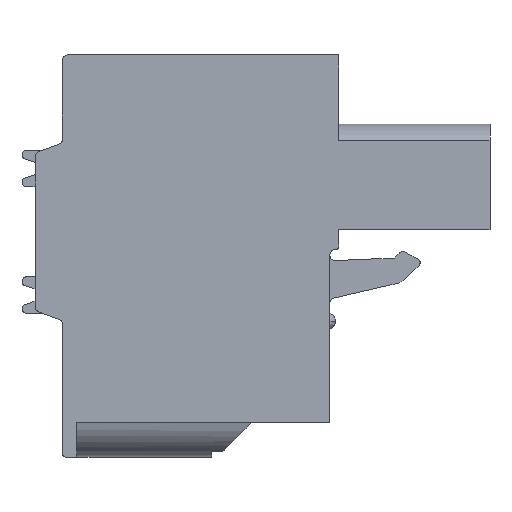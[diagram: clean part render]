
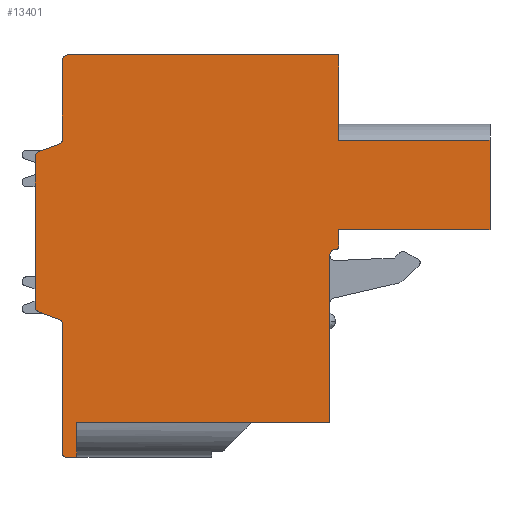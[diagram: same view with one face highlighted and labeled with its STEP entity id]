
A CAD part, front view. The second image highlights one B-rep face of the part: STEP entity #13401.
In plain terms, the highlighted planar face has unit normal (0, -1, 0).
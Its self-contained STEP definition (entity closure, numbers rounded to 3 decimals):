
#1207=DIRECTION('',(0.,0.,1.));
#1208=VECTOR('',#1207,4.7);
#1209=CARTESIAN_POINT('',(4.181,-50.7,6.775));
#1210=LINE('',#1209,#1208);
#1300=DIRECTION('',(-1.,0.,0.));
#1301=VECTOR('',#1300,8.3);
#1302=CARTESIAN_POINT('',(12.481,-50.7,6.775));
#1303=LINE('',#1302,#1301);
#1304=DIRECTION('',(0.,0.,-1.));
#1305=VECTOR('',#1304,4.9);
#1306=CARTESIAN_POINT('',(12.481,-50.7,6.775));
#1307=LINE('',#1306,#1305);
#1308=DIRECTION('',(-1.,0.,0.));
#1309=VECTOR('',#1308,8.3);
#1310=CARTESIAN_POINT('',(12.481,-50.7,1.875));
#1311=LINE('',#1310,#1309);
#1312=DIRECTION('',(0.,0.,-1.));
#1313=VECTOR('',#1312,0.901);
#1314=CARTESIAN_POINT('',(4.181,-50.7,1.875));
#1315=LINE('',#1314,#1313);
#1316=CARTESIAN_POINT('',(3.981,-50.7,0.974));
#1317=DIRECTION('',(0.,1.,0.));
#1318=DIRECTION('',(1.,0.,0.));
#1319=AXIS2_PLACEMENT_3D('',#1316,#1317,#1318);
#1321=CARTESIAN_POINT('',(3.981,-50.7,0.474));
#1322=DIRECTION('',(0.,-1.,0.));
#1323=DIRECTION('',(0.,0.,1.));
#1324=AXIS2_PLACEMENT_3D('',#1321,#1322,#1323);
#1326=DIRECTION('',(-1.,0.,0.));
#1327=VECTOR('',#1326,13.9);
#1328=CARTESIAN_POINT('',(3.681,-50.7,-8.725));
#1329=LINE('',#1328,#1327);
#1330=DIRECTION('',(0.,0.,-1.));
#1331=VECTOR('',#1330,1.9);
#1332=CARTESIAN_POINT('',(-10.219,-50.7,-8.725));
#1333=LINE('',#1332,#1331);
#1334=DIRECTION('',(-1.,0.,0.));
#1335=VECTOR('',#1334,0.6);
#1336=CARTESIAN_POINT('',(-10.219,-50.7,-10.625));
#1337=LINE('',#1336,#1335);
#1338=CARTESIAN_POINT('',(-10.819,-50.7,-10.425));
#1339=DIRECTION('',(0.,1.,0.));
#1340=DIRECTION('',(0.,0.,-1.));
#1341=AXIS2_PLACEMENT_3D('',#1338,#1339,#1340);
#1343=DIRECTION('',(0.,0.,1.));
#1344=VECTOR('',#1343,7.095);
#1345=CARTESIAN_POINT('',(-11.019,-50.7,-10.425));
#1346=LINE('',#1345,#1344);
#1347=CARTESIAN_POINT('',(-11.319,-50.7,-3.33));
#1348=DIRECTION('',(0.,-1.,0.));
#1349=DIRECTION('',(1.,0.,0.));
#1350=AXIS2_PLACEMENT_3D('',#1347,#1348,#1349);
#1352=DIRECTION('',(-0.94,0.,0.342));
#1353=VECTOR('',#1352,1.176);
#1354=CARTESIAN_POINT('',(-11.216,-50.7,-3.048));
#1355=LINE('',#1354,#1353);
#1356=CARTESIAN_POINT('',(-12.219,-50.7,-2.364));
#1357=DIRECTION('',(0.,1.,0.));
#1358=DIRECTION('',(-0.342,0.,-0.94));
#1359=AXIS2_PLACEMENT_3D('',#1356,#1357,#1358);
#1361=DIRECTION('',(0.,0.,1.));
#1362=VECTOR('',#1361,8.238);
#1363=CARTESIAN_POINT('',(-12.519,-50.7,-2.364));
#1364=LINE('',#1363,#1362);
#1365=CARTESIAN_POINT('',(-12.219,-50.7,5.874));
#1366=DIRECTION('',(0.,1.,0.));
#1367=DIRECTION('',(-1.,0.,0.));
#1368=AXIS2_PLACEMENT_3D('',#1365,#1366,#1367);
#1370=DIRECTION('',(0.94,0.,0.342));
#1371=VECTOR('',#1370,1.176);
#1372=CARTESIAN_POINT('',(-12.321,-50.7,6.156));
#1373=LINE('',#1372,#1371);
#1374=CARTESIAN_POINT('',(-11.319,-50.7,6.84));
#1375=DIRECTION('',(0.,-1.,0.));
#1376=DIRECTION('',(0.342,0.,-0.94));
#1377=AXIS2_PLACEMENT_3D('',#1374,#1375,#1376);
#1379=DIRECTION('',(0.,0.,1.));
#1380=VECTOR('',#1379,4.335);
#1381=CARTESIAN_POINT('',(-11.019,-50.7,6.84));
#1382=LINE('',#1381,#1380);
#1383=CARTESIAN_POINT('',(-10.719,-50.7,11.175));
#1384=DIRECTION('',(0.,1.,0.));
#1385=DIRECTION('',(-1.,0.,0.));
#1386=AXIS2_PLACEMENT_3D('',#1383,#1384,#1385);
#1388=DIRECTION('',(1.,0.,0.));
#1389=VECTOR('',#1388,14.9);
#1390=CARTESIAN_POINT('',(-10.719,-50.7,11.475));
#1391=LINE('',#1390,#1389);
#1980=DIRECTION('',(0.,0.,1.));
#1981=VECTOR('',#1980,9.199);
#1982=CARTESIAN_POINT('',(3.681,-50.7,-8.725));
#1983=LINE('',#1982,#1981);
#9521=CARTESIAN_POINT('',(-12.519,-50.7,-2.364));
#9522=CARTESIAN_POINT('',(-12.519,-50.7,5.874));
#9523=VERTEX_POINT('',#9521);
#9524=VERTEX_POINT('',#9522);
#9525=CARTESIAN_POINT('',(-12.321,-50.7,6.156));
#9526=VERTEX_POINT('',#9525);
#9527=CARTESIAN_POINT('',(-11.216,-50.7,6.558));
#9528=VERTEX_POINT('',#9527);
#9529=CARTESIAN_POINT('',(-11.019,-50.7,6.84));
#9530=VERTEX_POINT('',#9529);
#9531=CARTESIAN_POINT('',(-11.019,-50.7,11.175));
#9532=VERTEX_POINT('',#9531);
#9533=CARTESIAN_POINT('',(-10.719,-50.7,11.475));
#9534=VERTEX_POINT('',#9533);
#9535=CARTESIAN_POINT('',(4.181,-50.7,11.475));
#9536=VERTEX_POINT('',#9535);
#9537=CARTESIAN_POINT('',(3.681,-50.7,-8.725));
#9538=CARTESIAN_POINT('',(-10.219,-50.7,-8.725));
#9539=VERTEX_POINT('',#9537);
#9540=VERTEX_POINT('',#9538);
#9541=CARTESIAN_POINT('',(-10.219,-50.7,-10.625));
#9542=VERTEX_POINT('',#9541);
#9543=CARTESIAN_POINT('',(-10.819,-50.7,-10.625));
#9544=VERTEX_POINT('',#9543);
#9545=CARTESIAN_POINT('',(-11.019,-50.7,-10.425));
#9546=VERTEX_POINT('',#9545);
#9547=CARTESIAN_POINT('',(-11.019,-50.7,-3.33));
#9548=VERTEX_POINT('',#9547);
#9549=CARTESIAN_POINT('',(-11.216,-50.7,-3.048));
#9550=VERTEX_POINT('',#9549);
#9551=CARTESIAN_POINT('',(-12.321,-50.7,-2.646));
#9552=VERTEX_POINT('',#9551);
#9563=CARTESIAN_POINT('',(4.181,-50.7,0.974));
#9564=CARTESIAN_POINT('',(3.981,-50.7,0.774));
#9565=VERTEX_POINT('',#9563);
#9566=VERTEX_POINT('',#9564);
#9567=CARTESIAN_POINT('',(4.181,-50.7,1.875));
#9568=VERTEX_POINT('',#9567);
#9569=CARTESIAN_POINT('',(3.681,-50.7,0.474));
#9570=VERTEX_POINT('',#9569);
#9571=CARTESIAN_POINT('',(12.481,-50.7,1.875));
#9572=VERTEX_POINT('',#9571);
#10806=CARTESIAN_POINT('',(4.181,-50.7,6.775));
#10808=VERTEX_POINT('',#10806);
#10811=CARTESIAN_POINT('',(12.481,-50.7,6.775));
#10812=VERTEX_POINT('',#10811);
#13351=CARTESIAN_POINT('',(0.,-50.7,0.));
#13352=DIRECTION('',(0.,1.,0.));
#13353=DIRECTION('',(1.,0.,0.));
#13354=AXIS2_PLACEMENT_3D('',#13351,#13352,#13353);
#13355=PLANE('',#13354);
#13356=ORIENTED_EDGE('',*,*,#13294,.F.);
#13357=ORIENTED_EDGE('',*,*,#12575,.T.);
#13359=ORIENTED_EDGE('',*,*,#13358,.T.);
#13361=ORIENTED_EDGE('',*,*,#13360,.T.);
#13363=ORIENTED_EDGE('',*,*,#13362,.T.);
#13365=ORIENTED_EDGE('',*,*,#13364,.T.);
#13367=ORIENTED_EDGE('',*,*,#13366,.F.);
#13369=ORIENTED_EDGE('',*,*,#13368,.T.);
#13371=ORIENTED_EDGE('',*,*,#13370,.T.);
#13373=ORIENTED_EDGE('',*,*,#13372,.T.);
#13375=ORIENTED_EDGE('',*,*,#13374,.T.);
#13377=ORIENTED_EDGE('',*,*,#13376,.T.);
#13379=ORIENTED_EDGE('',*,*,#13378,.T.);
#13381=ORIENTED_EDGE('',*,*,#13380,.T.);
#13383=ORIENTED_EDGE('',*,*,#13382,.T.);
#13385=ORIENTED_EDGE('',*,*,#13384,.T.);
#13387=ORIENTED_EDGE('',*,*,#13386,.T.);
#13389=ORIENTED_EDGE('',*,*,#13388,.T.);
#13391=ORIENTED_EDGE('',*,*,#13390,.T.);
#13393=ORIENTED_EDGE('',*,*,#13392,.T.);
#13395=ORIENTED_EDGE('',*,*,#13394,.T.);
#13397=ORIENTED_EDGE('',*,*,#13396,.T.);
#13398=ORIENTED_EDGE('',*,*,#13308,.F.);
#13399=EDGE_LOOP('',(#13356,#13357,#13359,#13361,#13363,#13365,#13367,#13369,
#13371,#13373,#13375,#13377,#13379,#13381,#13383,#13385,#13387,#13389,#13391,
#13393,#13395,#13397,#13398));
#13400=FACE_OUTER_BOUND('',#13399,.F.);
#13401=ADVANCED_FACE('',(#13400),#13355,.F.);
#1320=CIRCLE('',#1319,0.2);
#1325=CIRCLE('',#1324,0.3);
#1342=CIRCLE('',#1341,0.2);
#1351=CIRCLE('',#1350,0.3);
#1360=CIRCLE('',#1359,0.3);
#1369=CIRCLE('',#1368,0.3);
#1378=CIRCLE('',#1377,0.3);
#1387=CIRCLE('',#1386,0.3);
#12575=EDGE_CURVE('',#10812,#9572,#1307,.T.);
#13294=EDGE_CURVE('',#10812,#10808,#1303,.T.);
#13308=EDGE_CURVE('',#10808,#9536,#1210,.T.);
#13358=EDGE_CURVE('',#9572,#9568,#1311,.T.);
#13360=EDGE_CURVE('',#9568,#9565,#1315,.T.);
#13362=EDGE_CURVE('',#9565,#9566,#1320,.T.);
#13364=EDGE_CURVE('',#9566,#9570,#1325,.T.);
#13366=EDGE_CURVE('',#9539,#9570,#1983,.T.);
#13368=EDGE_CURVE('',#9539,#9540,#1329,.T.);
#13370=EDGE_CURVE('',#9540,#9542,#1333,.T.);
#13372=EDGE_CURVE('',#9542,#9544,#1337,.T.);
#13374=EDGE_CURVE('',#9544,#9546,#1342,.T.);
#13376=EDGE_CURVE('',#9546,#9548,#1346,.T.);
#13378=EDGE_CURVE('',#9548,#9550,#1351,.T.);
#13380=EDGE_CURVE('',#9550,#9552,#1355,.T.);
#13382=EDGE_CURVE('',#9552,#9523,#1360,.T.);
#13384=EDGE_CURVE('',#9523,#9524,#1364,.T.);
#13386=EDGE_CURVE('',#9524,#9526,#1369,.T.);
#13388=EDGE_CURVE('',#9526,#9528,#1373,.T.);
#13390=EDGE_CURVE('',#9528,#9530,#1378,.T.);
#13392=EDGE_CURVE('',#9530,#9532,#1382,.T.);
#13394=EDGE_CURVE('',#9532,#9534,#1387,.T.);
#13396=EDGE_CURVE('',#9534,#9536,#1391,.T.);
